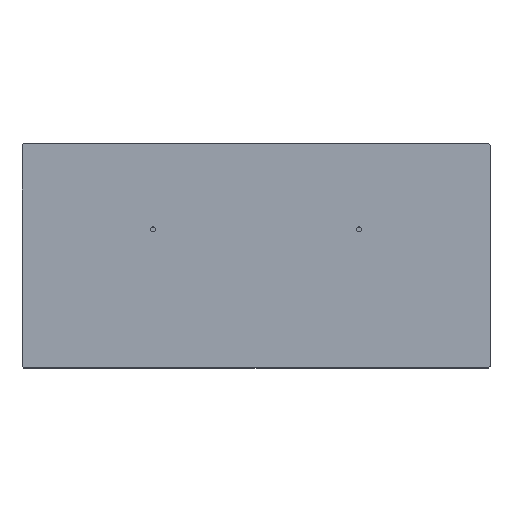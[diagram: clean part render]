
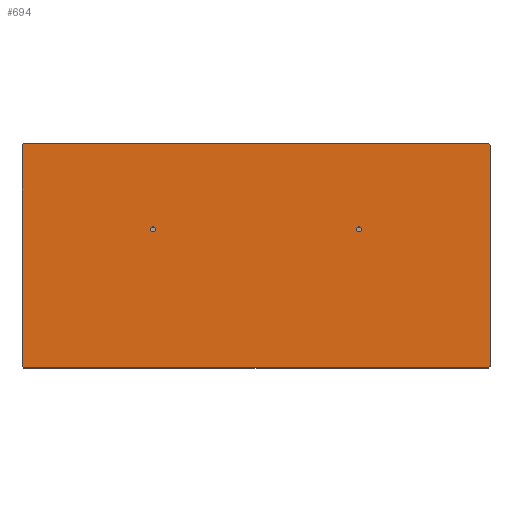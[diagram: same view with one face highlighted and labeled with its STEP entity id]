
A CAD part, top view. The second image highlights one B-rep face of the part: STEP entity #694.
In plain terms, the highlighted planar face has unit normal (0, 0, 1).
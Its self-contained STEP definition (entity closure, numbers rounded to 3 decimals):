
#23=FACE_BOUND('',#141,.T.);
#24=FACE_BOUND('',#142,.T.);
#41=CIRCLE('',#762,1.265);
#43=CIRCLE('',#766,1.265);
#94=FACE_OUTER_BOUND('',#140,.T.);
#140=EDGE_LOOP('',(#605,#606,#607,#608,#609,#610,#611,#612));
#141=EDGE_LOOP('',(#613));
#142=EDGE_LOOP('',(#614));
#178=LINE('',#1084,#250);
#187=LINE('',#1104,#259);
#200=LINE('',#1129,#272);
#207=LINE('',#1142,#279);
#210=LINE('',#1147,#282);
#214=LINE('',#1164,#286);
#215=LINE('',#1166,#287);
#216=LINE('',#1168,#288);
#250=VECTOR('',#886,10.);
#259=VECTOR('',#901,10.);
#272=VECTOR('',#924,10.);
#279=VECTOR('',#935,10.);
#282=VECTOR('',#942,10.);
#286=VECTOR('',#964,10.);
#287=VECTOR('',#967,10.);
#288=VECTOR('',#970,10.);
#322=VERTEX_POINT('',#1081);
#323=VERTEX_POINT('',#1083);
#330=VERTEX_POINT('',#1102);
#331=VERTEX_POINT('',#1103);
#337=VERTEX_POINT('',#1127);
#338=VERTEX_POINT('',#1128);
#341=VERTEX_POINT('',#1139);
#342=VERTEX_POINT('',#1141);
#343=VERTEX_POINT('',#1149);
#345=VERTEX_POINT('',#1156);
#396=EDGE_CURVE('',#322,#323,#178,.T.);
#405=EDGE_CURVE('',#330,#331,#187,.T.);
#418=EDGE_CURVE('',#337,#338,#200,.T.);
#425=EDGE_CURVE('',#341,#342,#207,.T.);
#428=EDGE_CURVE('',#322,#338,#210,.T.);
#429=EDGE_CURVE('',#343,#343,#41,.T.);
#432=EDGE_CURVE('',#345,#345,#43,.T.);
#436=EDGE_CURVE('',#341,#323,#214,.T.);
#437=EDGE_CURVE('',#330,#342,#215,.T.);
#438=EDGE_CURVE('',#337,#331,#216,.T.);
#605=ORIENTED_EDGE('',*,*,#425,.F.);
#606=ORIENTED_EDGE('',*,*,#436,.T.);
#607=ORIENTED_EDGE('',*,*,#396,.F.);
#608=ORIENTED_EDGE('',*,*,#428,.T.);
#609=ORIENTED_EDGE('',*,*,#418,.F.);
#610=ORIENTED_EDGE('',*,*,#438,.T.);
#611=ORIENTED_EDGE('',*,*,#405,.F.);
#612=ORIENTED_EDGE('',*,*,#437,.T.);
#613=ORIENTED_EDGE('',*,*,#429,.T.);
#614=ORIENTED_EDGE('',*,*,#432,.T.);
#652=PLANE('',#771);
#694=ADVANCED_FACE('',(#94,#23,#24),#652,.F.);
#762=AXIS2_PLACEMENT_3D('',#1150,#945,#946);
#766=AXIS2_PLACEMENT_3D('',#1157,#954,#955);
#771=AXIS2_PLACEMENT_3D('',#1167,#968,#969);
#886=DIRECTION('',(0.704,0.711,0.));
#901=DIRECTION('',(-0.704,-0.711,0.));
#924=DIRECTION('',(-0.704,0.711,0.));
#935=DIRECTION('',(0.704,-0.711,0.));
#942=DIRECTION('',(0.,-1.,0.));
#945=DIRECTION('center_axis',(0.,0.,-1.));
#946=DIRECTION('ref_axis',(1.,0.,0.));
#954=DIRECTION('center_axis',(0.,0.,-1.));
#955=DIRECTION('ref_axis',(1.,0.,0.));
#964=DIRECTION('',(-1.,0.,0.));
#967=DIRECTION('',(0.,1.,0.));
#968=DIRECTION('center_axis',(0.,0.,-1.));
#969=DIRECTION('ref_axis',(-1.,0.,0.));
#970=DIRECTION('',(1.,0.,0.));
#1081=CARTESIAN_POINT('',(6.094,106.804,-11.2));
#1083=CARTESIAN_POINT('',(7.094,107.815,-11.2));
#1084=CARTESIAN_POINT('',(22.425,123.302,-11.2));
#1102=CARTESIAN_POINT('',(241.745,-3.732,-11.2));
#1103=CARTESIAN_POINT('',(240.745,-4.742,-11.2));
#1104=CARTESIAN_POINT('',(227.125,-18.495,-11.2));
#1127=CARTESIAN_POINT('',(7.094,-4.742,-11.2));
#1128=CARTESIAN_POINT('',(6.094,-3.732,-11.2));
#1129=CARTESIAN_POINT('',(20.714,-18.495,-11.2));
#1139=CARTESIAN_POINT('',(240.745,107.815,-11.2));
#1141=CARTESIAN_POINT('',(241.745,106.804,-11.2));
#1142=CARTESIAN_POINT('',(225.413,123.302,-11.2));
#1147=CARTESIAN_POINT('',(6.094,113.733,-11.2));
#1149=CARTESIAN_POINT('',(174.48,64.762,-11.2));
#1150=CARTESIAN_POINT('Origin',(175.745,64.762,-11.2));
#1156=CARTESIAN_POINT('',(70.83,64.762,-11.2));
#1157=CARTESIAN_POINT('Origin',(72.094,64.762,-11.2));
#1164=CARTESIAN_POINT('',(65.007,107.815,-11.2));
#1166=CARTESIAN_POINT('',(241.745,113.733,-11.2));
#1167=CARTESIAN_POINT('Origin',(123.919,55.646,-11.2));
#1168=CARTESIAN_POINT('',(65.007,-4.742,-11.2));
